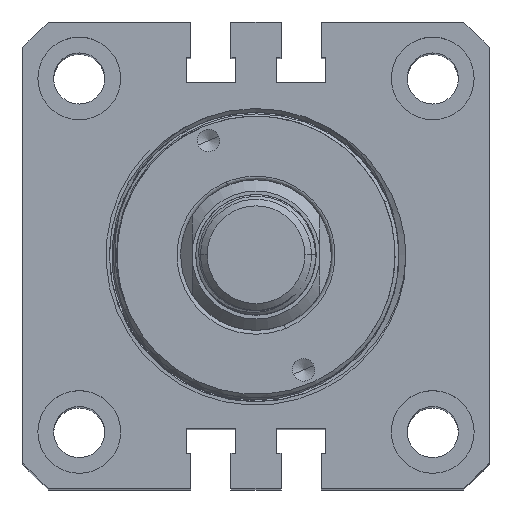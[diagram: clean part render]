
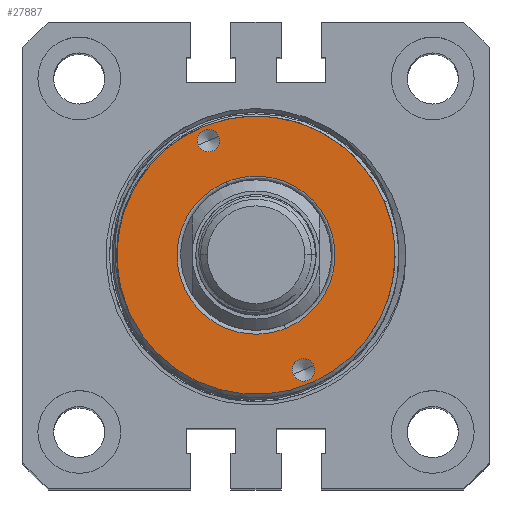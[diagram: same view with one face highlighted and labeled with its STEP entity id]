
A CAD part, top view. The second image highlights one B-rep face of the part: STEP entity #27887.
In plain terms, the highlighted face is planar.
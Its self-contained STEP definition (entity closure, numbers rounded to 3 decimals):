
#45 = CIRCLE ( 'NONE', #23260, 1.5 ) ;
#196 = EDGE_CURVE ( 'NONE', #29939, #33320, #45, .T. ) ;
#691 = CARTESIAN_POINT ( 'NONE',  ( 20.797, 10.5, -25. ) ) ;
#971 = EDGE_CURVE ( 'NONE', #12868, #9291, #12824, .T. ) ;
#1529 =( BOUNDED_CURVE ( )  B_SPLINE_CURVE ( 3, ( #27752, #691, #22897, #6439 ),
 .UNSPECIFIED., .F., .F. ) 
 B_SPLINE_CURVE_WITH_KNOTS ( ( 4, 4 ),
 ( 0., 0.997 ),
 .UNSPECIFIED. ) 
 CURVE ( )  GEOMETRIC_REPRESENTATION_ITEM ( )  RATIONAL_B_SPLINE_CURVE ( ( 1., 0.337, 0.337, 1. ) ) 
 REPRESENTATION_ITEM ( '' )  );
#3007 = CARTESIAN_POINT ( 'NONE',  ( 0.068, -10.5, -25. ) ) ;
#3168 = DIRECTION ( 'NONE',  ( 0., 0., 1. ) ) ;
#3593 = CARTESIAN_POINT ( 'NONE',  ( 18.472, -1.018, -24.999 ) ) ;
#4070 = CARTESIAN_POINT ( 'NONE',  ( 0., 16.5, -25. ) ) ;
#4097 = CIRCLE ( 'NONE', #16362, 1.5 ) ;
#4266 = CARTESIAN_POINT ( 'NONE',  ( -1.5, -16.5, -25. ) ) ;
#4543 = DIRECTION ( 'NONE',  ( -1., 0., 0. ) ) ;
#5630 = CARTESIAN_POINT ( 'NONE',  ( 0., 0., -25. ) ) ;
#5640 = CARTESIAN_POINT ( 'NONE',  ( -20.797, -10.5, -25. ) ) ;
#5770 = CARTESIAN_POINT ( 'NONE',  ( 0., -10.5, -25. ) ) ;
#6439 = CARTESIAN_POINT ( 'NONE',  ( 0.102, -10.5, -25. ) ) ;
#7363 = ORIENTED_EDGE ( 'NONE', *, *, #28675, .T. ) ;
#7465 = EDGE_LOOP ( 'NONE', ( #8806, #31268, #20193, #13151 ) ) ;
#7849 = CARTESIAN_POINT ( 'NONE',  ( -18.5, 0., -25. ) ) ;
#8254 = DIRECTION ( 'NONE',  ( 1., 0., 0. ) ) ;
#8762 = EDGE_CURVE ( 'NONE', #19694, #26632, #24366, .T. ) ;
#8806 = ORIENTED_EDGE ( 'NONE', *, *, #24133, .T. ) ;
#8853 = EDGE_CURVE ( 'NONE', #26632, #22018, #9974, .T. ) ;
#9291 = VERTEX_POINT ( 'NONE', #17351 ) ;
#9515 = EDGE_CURVE ( 'NONE', #9291, #15937, #17752, .T. ) ;
#9529 = EDGE_CURVE ( 'NONE', #33320, #29939, #4097, .T. ) ;
#9793 = AXIS2_PLACEMENT_3D ( 'NONE', #22769, #26342, #17409 ) ;
#9974 =( BOUNDED_CURVE ( )  B_SPLINE_CURVE ( 3, ( #27188, #5640, #30025, #27299 ),
 .UNSPECIFIED., .F., .F. ) 
 B_SPLINE_CURVE_WITH_KNOTS ( ( 4, 4 ),
 ( 0., 0.997 ),
 .UNSPECIFIED. ) 
 CURVE ( )  GEOMETRIC_REPRESENTATION_ITEM ( )  RATIONAL_B_SPLINE_CURVE ( ( 1., 0.337, 0.337, 1. ) ) 
 REPRESENTATION_ITEM ( '' )  );
#10195 = CARTESIAN_POINT ( 'NONE',  ( 0., 16.5, -25. ) ) ;
#10289 = VERTEX_POINT ( 'NONE', #23694 ) ;
#10308 = CARTESIAN_POINT ( 'NONE',  ( 18.482, -0.417, -25. ) ) ;
#10932 = DIRECTION ( 'NONE',  ( 1., 0., 0. ) ) ;
#11294 = CARTESIAN_POINT ( 'NONE',  ( 0., -16.5, -25. ) ) ;
#12004 = ORIENTED_EDGE ( 'NONE', *, *, #16938, .T. ) ;
#12291 = CARTESIAN_POINT ( 'NONE',  ( -0.068, 10.5, -25. ) ) ;
#12672 = CARTESIAN_POINT ( 'NONE',  ( 18.497, -0.017, -25. ) ) ;
#12824 = CIRCLE ( 'NONE', #9793, 18.5 ) ;
#12868 = VERTEX_POINT ( 'NONE', #7849 ) ;
#13081 = AXIS2_PLACEMENT_3D ( 'NONE', #13995, #13879, #30038 ) ;
#13151 = ORIENTED_EDGE ( 'NONE', *, *, #14322, .T. ) ;
#13636 = EDGE_CURVE ( 'NONE', #10289, #19694, #1529, .T. ) ;
#13879 = DIRECTION ( 'NONE',  ( 0., 0., 1. ) ) ;
#13995 = CARTESIAN_POINT ( 'NONE',  ( 0., -16.5, -25. ) ) ;
#14164 = CARTESIAN_POINT ( 'NONE',  ( 18.482, -0.617, -25. ) ) ;
#14322 = EDGE_CURVE ( 'NONE', #15937, #30003, #17943, .T. ) ;
#14960 = DIRECTION ( 'NONE',  ( -1., 0., 0. ) ) ;
#15302 = DIRECTION ( 'NONE',  ( 0., 0., 1. ) ) ;
#15857 = EDGE_LOOP ( 'NONE', ( #27875, #21618 ) ) ;
#15937 = VERTEX_POINT ( 'NONE', #30984 ) ;
#16362 = AXIS2_PLACEMENT_3D ( 'NONE', #10195, #15302, #31666 ) ;
#16474 = CARTESIAN_POINT ( 'NONE',  ( 0.102, -10.5, -25. ) ) ;
#16938 = EDGE_CURVE ( 'NONE', #20688, #17666, #22061, .T. ) ;
#16969 = FACE_BOUND ( 'NONE', #26328, .T. ) ;
#17351 = CARTESIAN_POINT ( 'NONE',  ( 18.499, 0.184, -25. ) ) ;
#17409 = DIRECTION ( 'NONE',  ( 1., 0., 0. ) ) ;
#17517 = ORIENTED_EDGE ( 'NONE', *, *, #30803, .F. ) ;
#17602 = CARTESIAN_POINT ( 'NONE',  ( 0., 0., -25. ) ) ;
#17666 = VERTEX_POINT ( 'NONE', #4266 ) ;
#17752 = B_SPLINE_CURVE_WITH_KNOTS ( 'NONE', 3,
 ( #18404, #12672, #31545, #10308 ),
 .UNSPECIFIED., .F., .F.,
 ( 4, 4 ),
 ( 0., 1. ),
 .UNSPECIFIED. ) ;
#17943 = B_SPLINE_CURVE_WITH_KNOTS ( 'NONE', 3,
 ( #30445, #14164, #33228, #30772 ),
 .UNSPECIFIED., .F., .F.,
 ( 4, 4 ),
 ( 0., 1. ),
 .UNSPECIFIED. ) ;
#18404 = CARTESIAN_POINT ( 'NONE',  ( 18.499, 0.184, -25. ) ) ;
#18684 = EDGE_LOOP ( 'NONE', ( #29877, #17517, #27544, #20184 ) ) ;
#19286 = CARTESIAN_POINT ( 'NONE',  ( -0.102, 10.5, -25. ) ) ;
#19334 = AXIS2_PLACEMENT_3D ( 'NONE', #5630, #27414, #8254 ) ;
#19694 = VERTEX_POINT ( 'NONE', #16474 ) ;
#20145 = CIRCLE ( 'NONE', #19334, 18.5 ) ;
#20184 = ORIENTED_EDGE ( 'NONE', *, *, #8762, .F. ) ;
#20193 = ORIENTED_EDGE ( 'NONE', *, *, #9515, .T. ) ;
#20688 = VERTEX_POINT ( 'NONE', #24874 ) ;
#21618 = ORIENTED_EDGE ( 'NONE', *, *, #196, .T. ) ;
#22018 = VERTEX_POINT ( 'NONE', #19286 ) ;
#22061 = CIRCLE ( 'NONE', #23745, 1.5 ) ;
#22769 = CARTESIAN_POINT ( 'NONE',  ( 0., 0., -25. ) ) ;
#22897 = CARTESIAN_POINT ( 'NONE',  ( 20.898, -10.297, -25. ) ) ;
#23260 = AXIS2_PLACEMENT_3D ( 'NONE', #4070, #26136, #4543 ) ;
#23694 = CARTESIAN_POINT ( 'NONE',  ( 0., 10.5, -25. ) ) ;
#23745 = AXIS2_PLACEMENT_3D ( 'NONE', #11294, #3168, #10932 ) ;
#24133 = EDGE_CURVE ( 'NONE', #30003, #12868, #20145, .T. ) ;
#24366 =( BOUNDED_CURVE ( )  B_SPLINE_CURVE ( 3, ( #32713, #3007, #30140, #5770 ),
 .UNSPECIFIED., .F., .F. ) 
 B_SPLINE_CURVE_WITH_KNOTS ( ( 4, 4 ),
 ( 0.997, 1. ),
 .UNSPECIFIED. ) 
 CURVE ( )  GEOMETRIC_REPRESENTATION_ITEM ( )  RATIONAL_B_SPLINE_CURVE ( ( 1., 1., 1., 1. ) ) 
 REPRESENTATION_ITEM ( '' )  );
#24874 = CARTESIAN_POINT ( 'NONE',  ( 1.5, -16.5, -25. ) ) ;
#25524 = AXIS2_PLACEMENT_3D ( 'NONE', #17602, #34033, #14960 ) ;
#25777 = CARTESIAN_POINT ( 'NONE',  ( 0., 10.5, -25. ) ) ;
#26136 = DIRECTION ( 'NONE',  ( 0., 0., 1. ) ) ;
#26183 = PLANE ( 'NONE',  #25524 ) ;
#26328 = EDGE_LOOP ( 'NONE', ( #12004, #7363 ) ) ;
#26342 = DIRECTION ( 'NONE',  ( 0., 0., -1. ) ) ;
#26632 = VERTEX_POINT ( 'NONE', #32946 ) ;
#27188 = CARTESIAN_POINT ( 'NONE',  ( 0., -10.5, -25. ) ) ;
#27299 = CARTESIAN_POINT ( 'NONE',  ( -0.102, 10.5, -25. ) ) ;
#27414 = DIRECTION ( 'NONE',  ( 0., 0., -1. ) ) ;
#27544 = ORIENTED_EDGE ( 'NONE', *, *, #8853, .F. ) ;
#27752 = CARTESIAN_POINT ( 'NONE',  ( 0., 10.5, -25. ) ) ;
#27875 = ORIENTED_EDGE ( 'NONE', *, *, #9529, .T. ) ;
#27887 = ADVANCED_FACE ( 'NONE', ( #16969, #32579, #31749, #32159 ), #26183, .T. ) ;
#28675 = EDGE_CURVE ( 'NONE', #17666, #20688, #32105, .T. ) ;
#29782 = CARTESIAN_POINT ( 'NONE',  ( 1.5, 16.5, -25. ) ) ;
#29877 = ORIENTED_EDGE ( 'NONE', *, *, #13636, .F. ) ;
#29939 = VERTEX_POINT ( 'NONE', #29782 ) ;
#30003 = VERTEX_POINT ( 'NONE', #3593 ) ;
#30025 = CARTESIAN_POINT ( 'NONE',  ( -20.898, 10.297, -25. ) ) ;
#30038 = DIRECTION ( 'NONE',  ( 1., 0., 0. ) ) ;
#30140 = CARTESIAN_POINT ( 'NONE',  ( 0.034, -10.5, -25. ) ) ;
#30445 = CARTESIAN_POINT ( 'NONE',  ( 18.482, -0.417, -25. ) ) ;
#30772 = CARTESIAN_POINT ( 'NONE',  ( 18.472, -1.018, -24.999 ) ) ;
#30803 = EDGE_CURVE ( 'NONE', #22018, #10289, #35160, .T. ) ;
#30984 = CARTESIAN_POINT ( 'NONE',  ( 18.482, -0.417, -25. ) ) ;
#31268 = ORIENTED_EDGE ( 'NONE', *, *, #971, .T. ) ;
#31545 = CARTESIAN_POINT ( 'NONE',  ( 18.492, -0.217, -25. ) ) ;
#31666 = DIRECTION ( 'NONE',  ( -1., 0., 0. ) ) ;
#31749 = FACE_BOUND ( 'NONE', #18684, .T. ) ;
#32105 = CIRCLE ( 'NONE', #13081, 1.5 ) ;
#32159 = FACE_OUTER_BOUND ( 'NONE', #7465, .T. ) ;
#32579 = FACE_BOUND ( 'NONE', #15857, .T. ) ;
#32713 = CARTESIAN_POINT ( 'NONE',  ( 0.102, -10.5, -25. ) ) ;
#32851 = CARTESIAN_POINT ( 'NONE',  ( -1.5, 16.5, -25. ) ) ;
#32946 = CARTESIAN_POINT ( 'NONE',  ( 0., -10.5, -25. ) ) ;
#33228 = CARTESIAN_POINT ( 'NONE',  ( 18.479, -0.818, -25. ) ) ;
#33320 = VERTEX_POINT ( 'NONE', #32851 ) ;
#34033 = DIRECTION ( 'NONE',  ( 0., 0., -1. ) ) ;
#34095 = CARTESIAN_POINT ( 'NONE',  ( -0.102, 10.5, -25. ) ) ;
#34221 = CARTESIAN_POINT ( 'NONE',  ( -0.034, 10.5, -25. ) ) ;
#35160 =( BOUNDED_CURVE ( )  B_SPLINE_CURVE ( 3, ( #34095, #12291, #34221, #25777 ),
 .UNSPECIFIED., .F., .F. ) 
 B_SPLINE_CURVE_WITH_KNOTS ( ( 4, 4 ),
 ( 0.997, 1. ),
 .UNSPECIFIED. ) 
 CURVE ( )  GEOMETRIC_REPRESENTATION_ITEM ( )  RATIONAL_B_SPLINE_CURVE ( ( 1., 1., 1., 1. ) ) 
 REPRESENTATION_ITEM ( '' )  );
